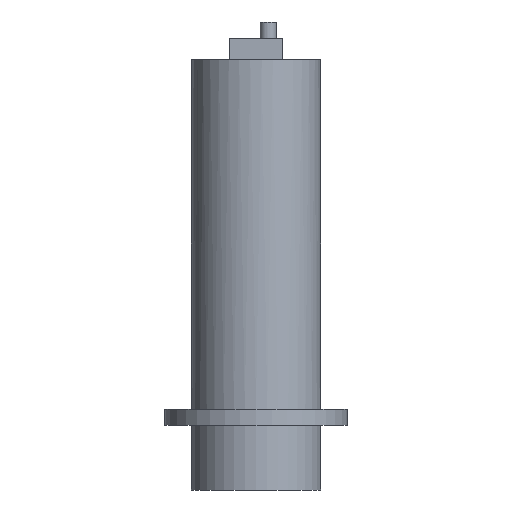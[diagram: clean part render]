
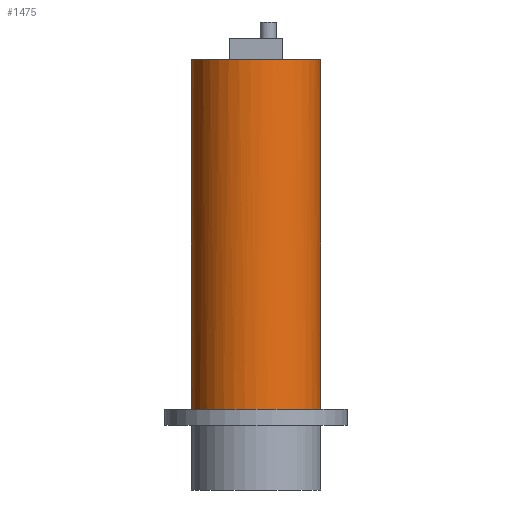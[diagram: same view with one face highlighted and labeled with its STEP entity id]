
A CAD part, left-side view. The second image highlights one B-rep face of the part: STEP entity #1475.
In plain terms, the highlighted cylindrical face has radius 12 mm (diameter 24 mm), a full revolution.
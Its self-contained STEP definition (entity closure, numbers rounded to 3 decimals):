
#1150 = PLANE('',#1151);
#1151 = AXIS2_PLACEMENT_3D('',#1152,#1153,#1154);
#1152 = CARTESIAN_POINT('',(73.66,148.,60.));
#1153 = DIRECTION('',(0.,0.,1.));
#1154 = DIRECTION('',(1.,0.,0.));
#1188 = VERTEX_POINT('',#1189);
#1189 = CARTESIAN_POINT('',(84.569,153.,60.));
#1249 = PLANE('',#1250);
#1250 = AXIS2_PLACEMENT_3D('',#1251,#1252,#1253);
#1251 = CARTESIAN_POINT('',(73.66,143.,60.));
#1252 = DIRECTION('',(0.,0.,1.));
#1253 = DIRECTION('',(1.,0.,0.));
#1265 = VERTEX_POINT('',#1266);
#1266 = CARTESIAN_POINT('',(84.569,143.,60.));
#1364 = EDGE_CURVE('',#1188,#1265,#1365,.T.);
#1365 = SURFACE_CURVE('',#1366,(#1371,#1378),.PCURVE_S1.);
#1366 = CIRCLE('',#1367,12.);
#1367 = AXIS2_PLACEMENT_3D('',#1368,#1369,#1370);
#1368 = CARTESIAN_POINT('',(73.66,148.,60.));
#1369 = DIRECTION('',(0.,0.,1.));
#1370 = DIRECTION('',(1.,0.,0.));
#1371 = PCURVE('',#1150,#1372);
#1372 = DEFINITIONAL_REPRESENTATION('',(#1373),#1377);
#1373 = CIRCLE('',#1374,12.);
#1374 = AXIS2_PLACEMENT_2D('',#1375,#1376);
#1375 = CARTESIAN_POINT('',(0.,0.));
#1376 = DIRECTION('',(1.,0.));
#1377 = ( GEOMETRIC_REPRESENTATION_CONTEXT(2) 
PARAMETRIC_REPRESENTATION_CONTEXT() REPRESENTATION_CONTEXT('2D SPACE',''
  ) );
#1378 = PCURVE('',#1379,#1384);
#1379 = CYLINDRICAL_SURFACE('',#1380,12.);
#1380 = AXIS2_PLACEMENT_3D('',#1381,#1382,#1383);
#1381 = CARTESIAN_POINT('',(73.66,148.,-20.));
#1382 = DIRECTION('',(0.,0.,1.));
#1383 = DIRECTION('',(1.,0.,0.));
#1384 = DEFINITIONAL_REPRESENTATION('',(#1385),#1389);
#1385 = LINE('',#1386,#1387);
#1386 = CARTESIAN_POINT('',(0.,80.));
#1387 = VECTOR('',#1388,1.);
#1388 = DIRECTION('',(1.,0.));
#1389 = ( GEOMETRIC_REPRESENTATION_CONTEXT(2) 
PARAMETRIC_REPRESENTATION_CONTEXT() REPRESENTATION_CONTEXT('2D SPACE',''
  ) );
#1397 = EDGE_CURVE('',#1398,#1188,#1400,.T.);
#1398 = VERTEX_POINT('',#1399);
#1399 = CARTESIAN_POINT('',(85.66,148.,60.));
#1400 = SURFACE_CURVE('',#1401,(#1406,#1413),.PCURVE_S1.);
#1401 = CIRCLE('',#1402,12.);
#1402 = AXIS2_PLACEMENT_3D('',#1403,#1404,#1405);
#1403 = CARTESIAN_POINT('',(73.66,148.,60.));
#1404 = DIRECTION('',(0.,0.,1.));
#1405 = DIRECTION('',(1.,0.,0.));
#1406 = PCURVE('',#1249,#1407);
#1407 = DEFINITIONAL_REPRESENTATION('',(#1408),#1412);
#1408 = CIRCLE('',#1409,12.);
#1409 = AXIS2_PLACEMENT_2D('',#1410,#1411);
#1410 = CARTESIAN_POINT('',(0.,5.));
#1411 = DIRECTION('',(1.,0.));
#1412 = ( GEOMETRIC_REPRESENTATION_CONTEXT(2) 
PARAMETRIC_REPRESENTATION_CONTEXT() REPRESENTATION_CONTEXT('2D SPACE',''
  ) );
#1413 = PCURVE('',#1379,#1414);
#1414 = DEFINITIONAL_REPRESENTATION('',(#1415),#1419);
#1415 = LINE('',#1416,#1417);
#1416 = CARTESIAN_POINT('',(0.,80.));
#1417 = VECTOR('',#1418,1.);
#1418 = DIRECTION('',(1.,0.));
#1419 = ( GEOMETRIC_REPRESENTATION_CONTEXT(2) 
PARAMETRIC_REPRESENTATION_CONTEXT() REPRESENTATION_CONTEXT('2D SPACE',''
  ) );
#1421 = EDGE_CURVE('',#1265,#1398,#1422,.T.);
#1422 = SURFACE_CURVE('',#1423,(#1428,#1435),.PCURVE_S1.);
#1423 = CIRCLE('',#1424,12.);
#1424 = AXIS2_PLACEMENT_3D('',#1425,#1426,#1427);
#1425 = CARTESIAN_POINT('',(73.66,148.,60.));
#1426 = DIRECTION('',(0.,0.,1.));
#1427 = DIRECTION('',(1.,0.,0.));
#1428 = PCURVE('',#1249,#1429);
#1429 = DEFINITIONAL_REPRESENTATION('',(#1430),#1434);
#1430 = CIRCLE('',#1431,12.);
#1431 = AXIS2_PLACEMENT_2D('',#1432,#1433);
#1432 = CARTESIAN_POINT('',(0.,5.));
#1433 = DIRECTION('',(1.,0.));
#1434 = ( GEOMETRIC_REPRESENTATION_CONTEXT(2) 
PARAMETRIC_REPRESENTATION_CONTEXT() REPRESENTATION_CONTEXT('2D SPACE',''
  ) );
#1435 = PCURVE('',#1379,#1436);
#1436 = DEFINITIONAL_REPRESENTATION('',(#1437),#1441);
#1437 = LINE('',#1438,#1439);
#1438 = CARTESIAN_POINT('',(0.,80.));
#1439 = VECTOR('',#1440,1.);
#1440 = DIRECTION('',(1.,0.));
#1441 = ( GEOMETRIC_REPRESENTATION_CONTEXT(2) 
PARAMETRIC_REPRESENTATION_CONTEXT() REPRESENTATION_CONTEXT('2D SPACE',''
  ) );
#1475 = ADVANCED_FACE('',(#1476),#1379,.T.);
#1476 = FACE_BOUND('',#1477,.T.);
#1477 = EDGE_LOOP('',(#1478,#1507,#1528,#1529,#1530,#1531));
#1478 = ORIENTED_EDGE('',*,*,#1479,.T.);
#1479 = EDGE_CURVE('',#1480,#1480,#1482,.T.);
#1480 = VERTEX_POINT('',#1481);
#1481 = CARTESIAN_POINT('',(85.66,148.,-5.));
#1482 = SURFACE_CURVE('',#1483,(#1488,#1495),.PCURVE_S1.);
#1483 = CIRCLE('',#1484,12.);
#1484 = AXIS2_PLACEMENT_3D('',#1485,#1486,#1487);
#1485 = CARTESIAN_POINT('',(73.66,148.,-5.));
#1486 = DIRECTION('',(0.,0.,1.));
#1487 = DIRECTION('',(1.,0.,0.));
#1488 = PCURVE('',#1379,#1489);
#1489 = DEFINITIONAL_REPRESENTATION('',(#1490),#1494);
#1490 = LINE('',#1491,#1492);
#1491 = CARTESIAN_POINT('',(0.,15.));
#1492 = VECTOR('',#1493,1.);
#1493 = DIRECTION('',(1.,0.));
#1494 = ( GEOMETRIC_REPRESENTATION_CONTEXT(2) 
PARAMETRIC_REPRESENTATION_CONTEXT() REPRESENTATION_CONTEXT('2D SPACE',''
  ) );
#1495 = PCURVE('',#1496,#1501);
#1496 = PLANE('',#1497);
#1497 = AXIS2_PLACEMENT_3D('',#1498,#1499,#1500);
#1498 = CARTESIAN_POINT('',(73.66,148.,-5.));
#1499 = DIRECTION('',(0.,0.,1.));
#1500 = DIRECTION('',(1.,0.,0.));
#1501 = DEFINITIONAL_REPRESENTATION('',(#1502),#1506);
#1502 = CIRCLE('',#1503,12.);
#1503 = AXIS2_PLACEMENT_2D('',#1504,#1505);
#1504 = CARTESIAN_POINT('',(0.,0.));
#1505 = DIRECTION('',(1.,0.));
#1506 = ( GEOMETRIC_REPRESENTATION_CONTEXT(2) 
PARAMETRIC_REPRESENTATION_CONTEXT() REPRESENTATION_CONTEXT('2D SPACE',''
  ) );
#1507 = ORIENTED_EDGE('',*,*,#1508,.T.);
#1508 = EDGE_CURVE('',#1480,#1398,#1509,.T.);
#1509 = SEAM_CURVE('',#1510,(#1514,#1521),.PCURVE_S1.);
#1510 = LINE('',#1511,#1512);
#1511 = CARTESIAN_POINT('',(85.66,148.,-20.));
#1512 = VECTOR('',#1513,1.);
#1513 = DIRECTION('',(0.,0.,1.));
#1514 = PCURVE('',#1379,#1515);
#1515 = DEFINITIONAL_REPRESENTATION('',(#1516),#1520);
#1516 = LINE('',#1517,#1518);
#1517 = CARTESIAN_POINT('',(0.,-0.));
#1518 = VECTOR('',#1519,1.);
#1519 = DIRECTION('',(0.,1.));
#1520 = ( GEOMETRIC_REPRESENTATION_CONTEXT(2) 
PARAMETRIC_REPRESENTATION_CONTEXT() REPRESENTATION_CONTEXT('2D SPACE',''
  ) );
#1521 = PCURVE('',#1379,#1522);
#1522 = DEFINITIONAL_REPRESENTATION('',(#1523),#1527);
#1523 = LINE('',#1524,#1525);
#1524 = CARTESIAN_POINT('',(6.283,-0.));
#1525 = VECTOR('',#1526,1.);
#1526 = DIRECTION('',(0.,1.));
#1527 = ( GEOMETRIC_REPRESENTATION_CONTEXT(2) 
PARAMETRIC_REPRESENTATION_CONTEXT() REPRESENTATION_CONTEXT('2D SPACE',''
  ) );
#1528 = ORIENTED_EDGE('',*,*,#1421,.F.);
#1529 = ORIENTED_EDGE('',*,*,#1364,.F.);
#1530 = ORIENTED_EDGE('',*,*,#1397,.F.);
#1531 = ORIENTED_EDGE('',*,*,#1508,.F.);
